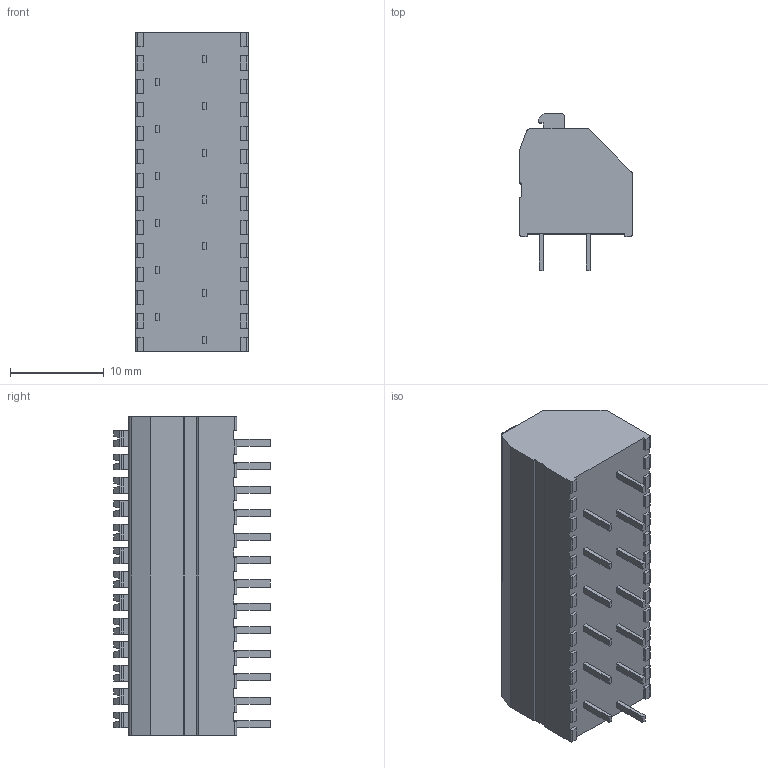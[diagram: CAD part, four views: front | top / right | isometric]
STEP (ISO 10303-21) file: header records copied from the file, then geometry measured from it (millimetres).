
FILE_DESCRIPTION( ( 'STEP AP203' ), '1' );
FILE_NAME( '250-413_000-006.stp', '2020-11-23T13:20:44', ( 'License CC BY-ND 4.0' ), ( 'CADENAS' ), ' ', 'PARTsolutions', ' ' );
FILE_SCHEMA( ( 'CONFIG_CONTROL_DESIGN' ) );
Length unit declared in the file: millimetre
Products named in the file (1): _250-413/000-006
Bounding box: 12 x 16.7 x 34 mm (x, y, z)
Volume: 4133.9 mm3; surface area: 2188.4 mm2
Topology: 1 solids, 1 shells, 606 faces, 1643 edges, 1065 vertices
Faces by surface type: plane 469, cylinder 111, cone 26
Entity records: 18908 total; most frequent: CARTESIAN_POINT 3315, ORIENTED_EDGE 3286, DIRECTION 3182, EDGE_CURVE 1643, LINE 1318, VECTOR 1318, VERTEX_POINT 1065, AXIS2_PLACEMENT_3D 932
